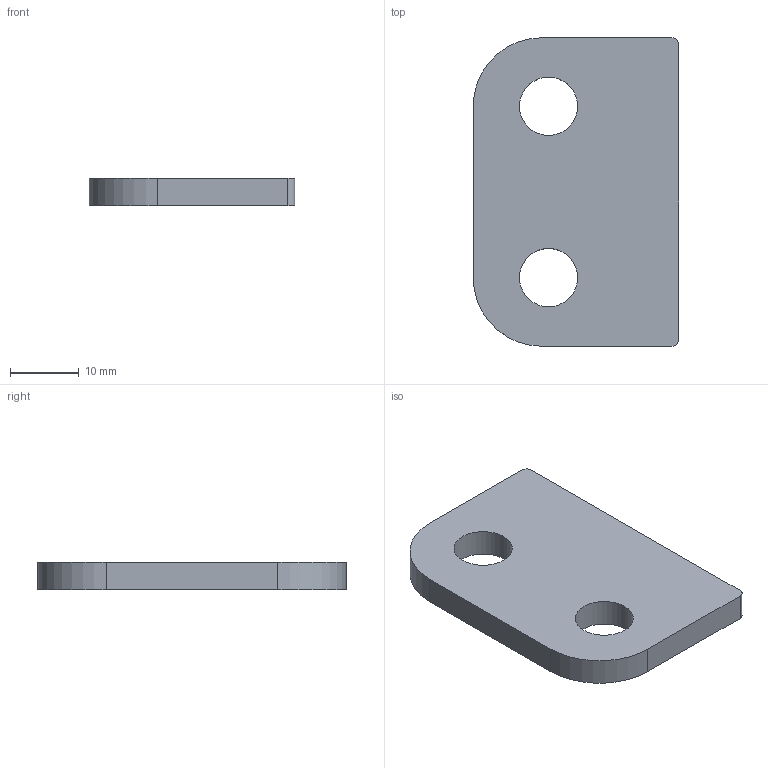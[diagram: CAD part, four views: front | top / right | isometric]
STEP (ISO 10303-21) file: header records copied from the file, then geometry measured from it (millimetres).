
FILE_DESCRIPTION(('FreeCAD Model'),'2;1');
FILE_NAME('2020503_Walzenhalterung_Teil2.step','2020-05-04T18:57:13',('Ludwig Tesar'),( 'LUMILOOP GmbH'),'Open CASCADE STEP processor 7.4','FreeCAD', 'Unknown');
FILE_SCHEMA(('AUTOMOTIVE_DESIGN { 1 0 10303 214 1 1 1 1 }'));
Length unit declared in the file: millimetre
Products named in the file (2): Walzenhalterung_Teil_2; SOLID
Assembly tree (1 placements, depth 2):
  Walzenhalterung_Teil_2
    SOLID
Bounding box: 30 x 45 x 4 mm (x, y, z)
Volume: 4772.6 mm3; surface area: 3162.2 mm2
Topology: 1 solids, 1 shells, 12 faces, 30 edges, 20 vertices
Faces by surface type: plane 6, cylinder 6
Full cylindrical faces by diameter (mm): 8.5 x2
Entity records: 402 total; most frequent: DIRECTION 70, CARTESIAN_POINT 64, ORIENTED_EDGE 60, EDGE_CURVE 30, AXIS2_PLACEMENT_3D 26, VERTEX_POINT 20, LINE 18, VECTOR 18
